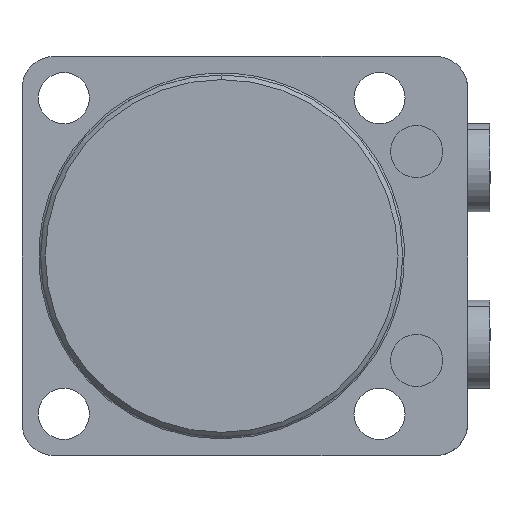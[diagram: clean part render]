
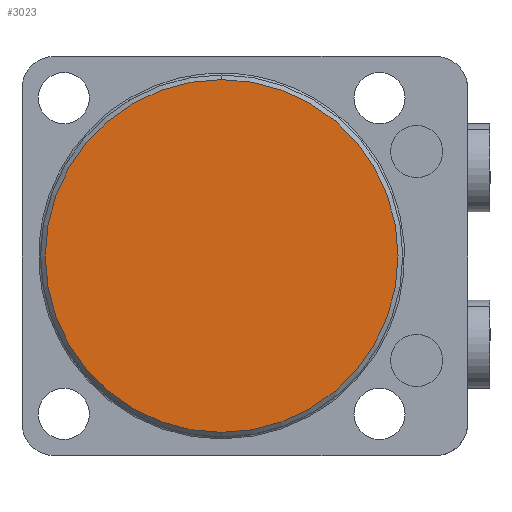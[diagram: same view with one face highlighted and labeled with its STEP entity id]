
A CAD part, front view. The second image highlights one B-rep face of the part: STEP entity #3023.
In plain terms, the highlighted planar face has unit normal (0, -1, 0).
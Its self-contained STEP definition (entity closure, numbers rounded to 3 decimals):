
#344 = CARTESIAN_POINT ( 'NONE',  ( 0., -79., 38. ) ) ;
#411 = DIRECTION ( 'NONE',  ( 0., 0., 1. ) ) ;
#412 = DIRECTION ( 'NONE',  ( 0., 1., 0. ) ) ;
#413 = CARTESIAN_POINT ( 'NONE',  ( 0., -79., 0. ) ) ;
#506 = VERTEX_POINT ( 'NONE', #2733 ) ;
#861 = ORIENTED_EDGE ( 'NONE', *, *, #3626, .F. ) ;
#862 = ORIENTED_EDGE ( 'NONE', *, *, #2411, .F. ) ;
#1087 = AXIS2_PLACEMENT_3D ( 'NONE', #413, #412, #411 ) ;
#1294 = CIRCLE ( 'NONE', #1087, 38. ) ;
#1824 = FACE_OUTER_BOUND ( 'NONE', #1885, .T. ) ;
#1858 = CIRCLE ( 'NONE', #3289, 38. ) ;
#1885 = EDGE_LOOP ( 'NONE', ( #862, #861 ) ) ;
#2093 = DIRECTION ( 'NONE',  ( 0., 0., -1. ) ) ;
#2094 = DIRECTION ( 'NONE',  ( 0., -1., 0. ) ) ;
#2096 = PLANE ( 'NONE',  #2379 ) ;
#2102 = CARTESIAN_POINT ( 'NONE',  ( 0., -79., 0. ) ) ;
#2263 = DIRECTION ( 'NONE',  ( 0., 0., 1. ) ) ;
#2264 = DIRECTION ( 'NONE',  ( 0., 1., 0. ) ) ;
#2265 = CARTESIAN_POINT ( 'NONE',  ( 0., -79., 0. ) ) ;
#2379 = AXIS2_PLACEMENT_3D ( 'NONE', #2102, #2094, #2093 ) ;
#2411 = EDGE_CURVE ( 'NONE', #3893, #506, #1858, .T. ) ;
#2733 = CARTESIAN_POINT ( 'NONE',  ( 0., -79., -38. ) ) ;
#3023 = ADVANCED_FACE ( 'NONE', ( #1824 ), #2096, .T. ) ;
#3289 = AXIS2_PLACEMENT_3D ( 'NONE', #2265, #2264, #2263 ) ;
#3626 = EDGE_CURVE ( 'NONE', #506, #3893, #1294, .T. ) ;
#3893 = VERTEX_POINT ( 'NONE', #344 ) ;
